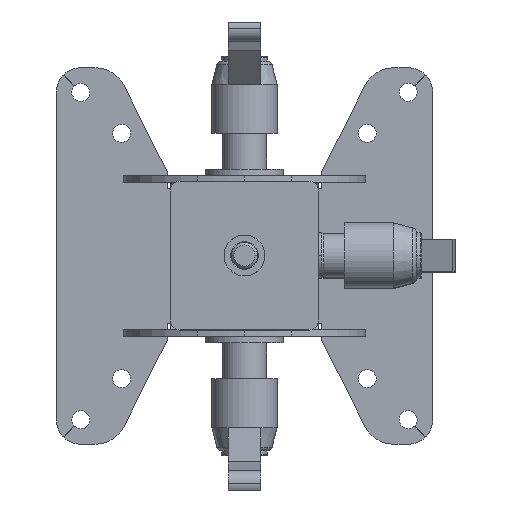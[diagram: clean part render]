
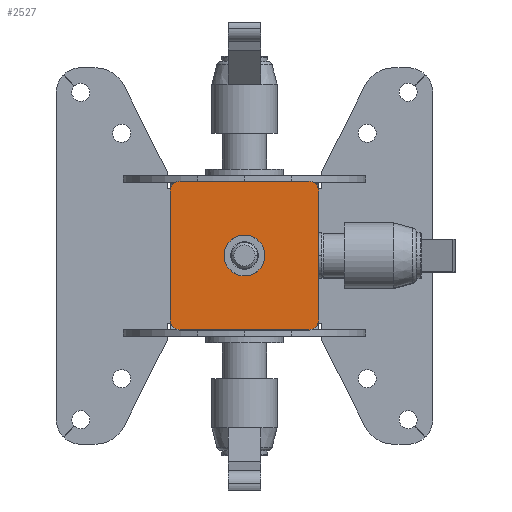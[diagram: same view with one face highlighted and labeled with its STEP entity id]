
A CAD part, left-side view. The second image highlights one B-rep face of the part: STEP entity #2527.
In plain terms, the highlighted planar face has unit normal (-1, 0, 0).
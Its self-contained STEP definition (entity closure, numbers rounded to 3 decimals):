
#2527=ADVANCED_FACE('',(#5205,#5206),#5207,.F.);
#5205=FACE_OUTER_BOUND('',#11788,.T.);
#5206=FACE_BOUND('',#11789,.T.);
#5207=PLANE('',#11790);
#11788=EDGE_LOOP('',(#20521,#20522,#20523,#20524,#20525,#20526,#20527,#20528));
#11789=EDGE_LOOP('',(#20529,#20530));
#11790=AXIS2_PLACEMENT_3D('',#20531,#20532,#20533);
#20521=ORIENTED_EDGE('',*,*,#24096,.T.);
#20522=ORIENTED_EDGE('',*,*,#24006,.F.);
#20523=ORIENTED_EDGE('',*,*,#24085,.T.);
#20524=ORIENTED_EDGE('',*,*,#24097,.F.);
#20525=ORIENTED_EDGE('',*,*,#24089,.T.);
#20526=ORIENTED_EDGE('',*,*,#24059,.F.);
#20527=ORIENTED_EDGE('',*,*,#24094,.F.);
#20528=ORIENTED_EDGE('',*,*,#24098,.F.);
#20529=ORIENTED_EDGE('',*,*,#21183,.F.);
#20530=ORIENTED_EDGE('',*,*,#24001,.F.);
#20531=CARTESIAN_POINT('',(0.0,0.0,0.0));
#20532=DIRECTION('',(1.,0.,0.));
#20533=DIRECTION('',(0.0,-1.0,0.));
#21183=EDGE_CURVE('',#24381,#24384,#24385,.F.);
#24001=EDGE_CURVE('',#24384,#24381,#28543,.F.);
#24006=EDGE_CURVE('',#28550,#28546,#28552,.T.);
#24059=EDGE_CURVE('',#28631,#28623,#28633,.T.);
#24085=EDGE_CURVE('',#28550,#28667,#28669,.F.);
#24089=EDGE_CURVE('',#28674,#28623,#28675,.F.);
#24094=EDGE_CURVE('',#28680,#28631,#28682,.T.);
#24096=EDGE_CURVE('',#28684,#28546,#28685,.F.);
#24097=EDGE_CURVE('',#28674,#28667,#28686,.T.);
#24098=EDGE_CURVE('',#28684,#28680,#28687,.T.);
#24381=VERTEX_POINT('',#29060);
#24384=VERTEX_POINT('',#29064);
#24385=CIRCLE('',#29065,6.25);
#28543=CIRCLE('',#35057,6.25);
#28546=VERTEX_POINT('',#35060);
#28550=VERTEX_POINT('',#35066);
#28552=LINE('',#35069,#35070);
#28623=VERTEX_POINT('',#35238);
#28631=VERTEX_POINT('',#35249);
#28633=LINE('',#35252,#35253);
#28667=VERTEX_POINT('',#35359);
#28669=CIRCLE('',#35362,3.0);
#28674=VERTEX_POINT('',#35367);
#28675=CIRCLE('',#35368,3.0);
#28680=VERTEX_POINT('',#35374);
#28682=CIRCLE('',#35377,3.0);
#28684=VERTEX_POINT('',#35379);
#28685=CIRCLE('',#35380,3.0);
#28686=LINE('',#35381,#35382);
#28687=LINE('',#35383,#35384);
#29060=CARTESIAN_POINT('',(0.0,6.25,0.0));
#29064=CARTESIAN_POINT('',(0.,-6.25,0.));
#29065=AXIS2_PLACEMENT_3D('',#35893,#35894,#35895);
#35057=AXIS2_PLACEMENT_3D('',#39329,#39330,#39331);
#35060=CARTESIAN_POINT('',(-0.001,-22.65,-19.65));
#35066=CARTESIAN_POINT('',(0.001,-22.65,19.65));
#35069=CARTESIAN_POINT('',(0.001,-22.65,11.325));
#35070=VECTOR('',#39335,1.0);
#35238=CARTESIAN_POINT('',(0.001,22.65,19.65));
#35249=CARTESIAN_POINT('',(-0.001,22.65,-19.65));
#35252=CARTESIAN_POINT('',(-0.001,22.65,-11.325));
#35253=VECTOR('',#39385,1.0);
#35359=CARTESIAN_POINT('',(0.001,-19.65,22.65));
#35362=AXIS2_PLACEMENT_3D('',#39399,#39400,#39401);
#35367=CARTESIAN_POINT('',(0.001,19.65,22.65));
#35368=AXIS2_PLACEMENT_3D('',#39408,#39409,#39410);
#35374=CARTESIAN_POINT('',(-0.001,19.65,-22.65));
#35377=AXIS2_PLACEMENT_3D('',#39416,#39417,#39418);
#35379=CARTESIAN_POINT('',(-0.001,-19.65,-22.65));
#35380=AXIS2_PLACEMENT_3D('',#39419,#39420,#39421);
#35381=CARTESIAN_POINT('',(0.001,11.325,22.65));
#35382=VECTOR('',#39422,1.0);
#35383=CARTESIAN_POINT('',(-0.001,-11.325,-22.65));
#35384=VECTOR('',#39423,1.0);
#35893=CARTESIAN_POINT('',(0.,0.0,0.));
#35894=DIRECTION('',(1.,0.,0.));
#35895=DIRECTION('',(0.,1.0,0.));
#39329=CARTESIAN_POINT('',(0.,0.0,0.));
#39330=DIRECTION('',(1.,0.,0.));
#39331=DIRECTION('',(0.,1.0,0.));
#39335=DIRECTION('',(0.,-0.0,-1.));
#39385=DIRECTION('',(0.,-0.0,1.));
#39399=CARTESIAN_POINT('',(0.001,-19.65,19.65));
#39400=DIRECTION('',(1.,0.,0.));
#39401=DIRECTION('',(0.,-1.0,0.));
#39408=CARTESIAN_POINT('',(0.001,19.65,19.65));
#39409=DIRECTION('',(1.,0.,0.));
#39410=DIRECTION('',(0.,0.,1.));
#39416=CARTESIAN_POINT('',(-0.001,19.65,-19.65));
#39417=DIRECTION('',(1.,0.,0.));
#39418=DIRECTION('',(0.,0.,-1.));
#39419=CARTESIAN_POINT('',(-0.001,-19.65,-19.65));
#39420=DIRECTION('',(1.,0.,0.));
#39421=DIRECTION('',(0.,0.,-1.));
#39422=DIRECTION('',(0.,-1.0,0.));
#39423=DIRECTION('',(0.,1.0,0.));
